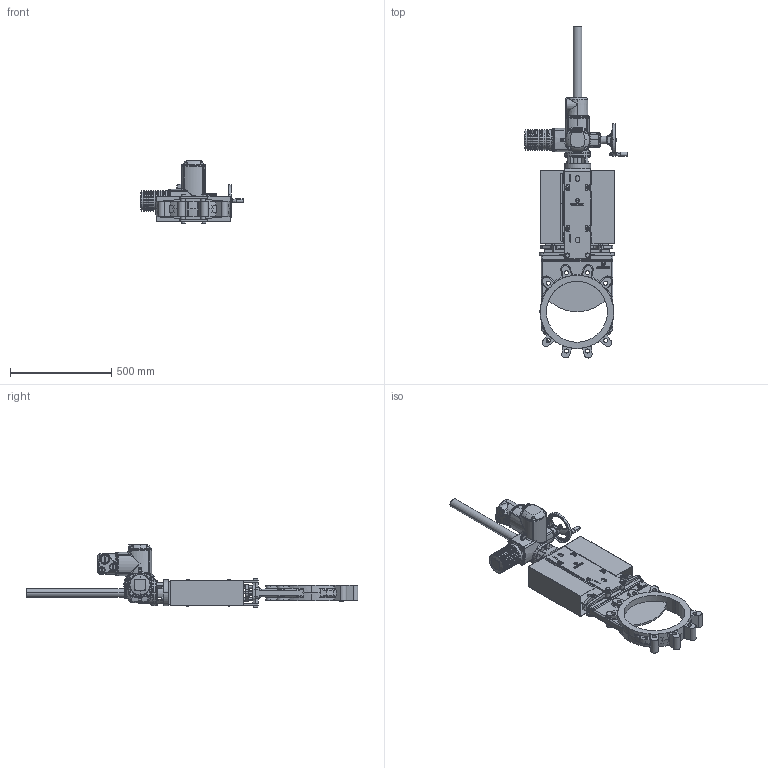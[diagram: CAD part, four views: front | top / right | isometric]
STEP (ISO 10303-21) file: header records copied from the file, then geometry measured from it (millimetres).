
FILE_DESCRIPTION (( 'STEP AP214' ), '1' );
FILE_NAME ('EB DN300_CAST IRON_ELECTRIC ACTUATOR.STEP', '2012-04-20T08:55:14', ( 'Usuario' ), ( '' ), 'SwSTEP 2.0', 'SolidWorks 2011', '' );
FILE_SCHEMA (( 'AUTOMOTIVE_DESIGN' ));
Length unit declared in the file: millimetre
Products named in the file (1): EB DN300_CAST IRON_ELECTRIC ACTUATOR
Bounding box: 512.61 x 1636.64 x 308.3 mm (x, y, z)
Surface area: 2051426.5 mm2 (no closed solid volume)
Topology: 0 solids, 105 shells, 1860 faces, 6733 edges, 4750 vertices
Faces by surface type: bspline 611, plane 490, cylinder 478, cone 194, torus 51, sphere 36
Entity records: 296393 total; most frequent: CARTESIAN_POINT 225255, ORIENTED_EDGE 10405, DIRECTION 8993, EDGE_CURVE 6686, VERTEX_POINT 4750, AXIS2_PLACEMENT_3D 3279, VECTOR 2435, LINE 2435
